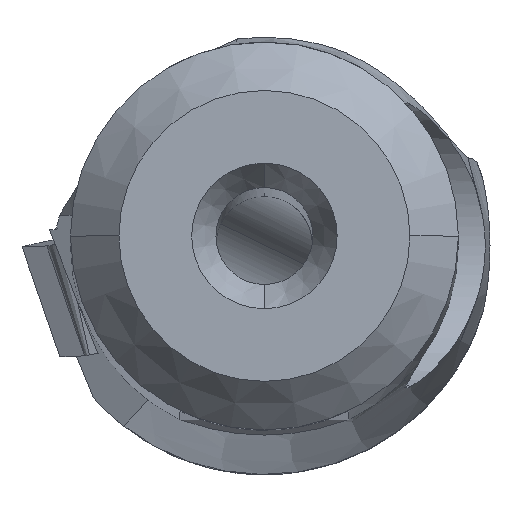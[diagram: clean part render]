
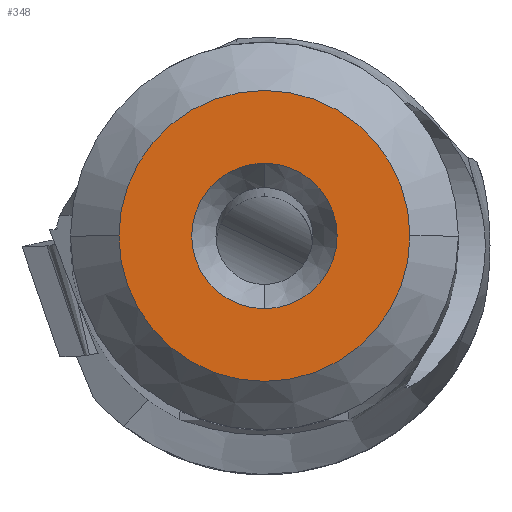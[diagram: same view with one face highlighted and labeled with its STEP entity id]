
A CAD part, top view. The second image highlights one B-rep face of the part: STEP entity #348.
In plain terms, the highlighted planar face has unit normal (0, 0, 1).
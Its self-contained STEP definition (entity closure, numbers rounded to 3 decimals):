
#348=ADVANCED_FACE('',(#485,#486),#452,.T.);
#452=PLANE('',#2293);
#485=FACE_BOUND('',#513,.T.);
#486=FACE_BOUND('',#514,.T.);
#513=EDGE_LOOP('',(#692,#693,#694,#695));
#514=EDGE_LOOP('',(#696,#697));
#692=ORIENTED_EDGE('',*,*,#1504,.F.);
#693=ORIENTED_EDGE('',*,*,#1505,.F.);
#694=ORIENTED_EDGE('',*,*,#1506,.F.);
#695=ORIENTED_EDGE('',*,*,#1507,.F.);
#696=ORIENTED_EDGE('',*,*,#1508,.F.);
#697=ORIENTED_EDGE('',*,*,#1509,.F.);
#1278=VERTEX_POINT('',#3217);
#1279=VERTEX_POINT('',#3218);
#1280=VERTEX_POINT('',#3220);
#1281=VERTEX_POINT('',#3222);
#1282=VERTEX_POINT('',#3225);
#1283=VERTEX_POINT('',#3226);
#1504=EDGE_CURVE('',#1278,#1279,#1810,.T.);
#1505=EDGE_CURVE('',#1280,#1278,#1811,.T.);
#1506=EDGE_CURVE('',#1281,#1280,#1812,.T.);
#1507=EDGE_CURVE('',#1279,#1281,#1813,.T.);
#1508=EDGE_CURVE('',#1282,#1283,#1814,.T.);
#1509=EDGE_CURVE('',#1283,#1282,#1815,.T.);
#1810=CIRCLE('',#2287,3.);
#1811=CIRCLE('',#2288,3.);
#1812=CIRCLE('',#2289,3.);
#1813=CIRCLE('',#2290,3.);
#1814=CIRCLE('',#2291,1.5);
#1815=CIRCLE('',#2292,1.5);
#2287=AXIS2_PLACEMENT_3D('',#3216,#2613,#2614);
#2288=AXIS2_PLACEMENT_3D('',#3219,#2615,#2616);
#2289=AXIS2_PLACEMENT_3D('',#3221,#2617,#2618);
#2290=AXIS2_PLACEMENT_3D('',#3223,#2619,#2620);
#2291=AXIS2_PLACEMENT_3D('',#3224,#2621,#2622);
#2292=AXIS2_PLACEMENT_3D('',#3227,#2623,#2624);
#2293=AXIS2_PLACEMENT_3D('',#3228,#2625,#2626);
#2613=DIRECTION('',(0.,0.,-1.));
#2614=DIRECTION('',(0.,1.,0.));
#2615=DIRECTION('',(0.,0.,-1.));
#2616=DIRECTION('',(-1.,0.,0.));
#2617=DIRECTION('',(0.,0.,-1.));
#2618=DIRECTION('',(0.,-1.,0.));
#2619=DIRECTION('',(0.,0.,-1.));
#2620=DIRECTION('',(1.,0.,0.));
#2621=DIRECTION('',(0.,0.,1.));
#2622=DIRECTION('',(0.,-1.,0.));
#2623=DIRECTION('',(0.,0.,1.));
#2624=DIRECTION('',(0.,1.,0.));
#2625=DIRECTION('',(0.,0.,1.));
#2626=DIRECTION('',(1.,0.,0.));
#3216=CARTESIAN_POINT('',(0.,0.,0.));
#3217=CARTESIAN_POINT('',(0.,3.,0.));
#3218=CARTESIAN_POINT('',(3.,0.,0.));
#3219=CARTESIAN_POINT('',(0.,0.,0.));
#3220=CARTESIAN_POINT('',(-3.,0.,0.));
#3221=CARTESIAN_POINT('',(0.,0.,0.));
#3222=CARTESIAN_POINT('',(0.,-3.,0.));
#3223=CARTESIAN_POINT('',(0.,0.,0.));
#3224=CARTESIAN_POINT('',(0.,0.,0.));
#3225=CARTESIAN_POINT('',(0.,-1.5,0.));
#3226=CARTESIAN_POINT('',(0.,1.5,0.));
#3227=CARTESIAN_POINT('',(0.,0.,0.));
#3228=CARTESIAN_POINT('',(0.,0.,0.));
